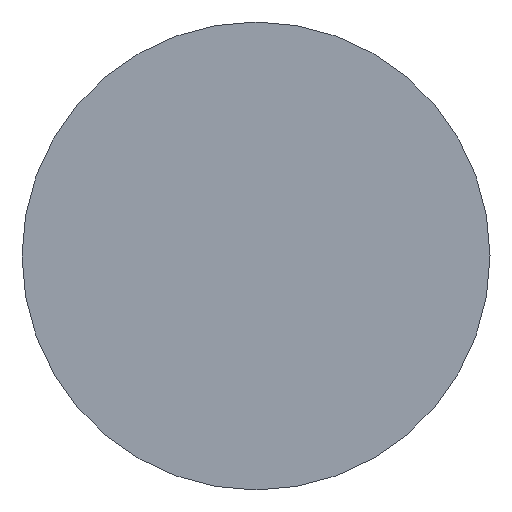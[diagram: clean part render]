
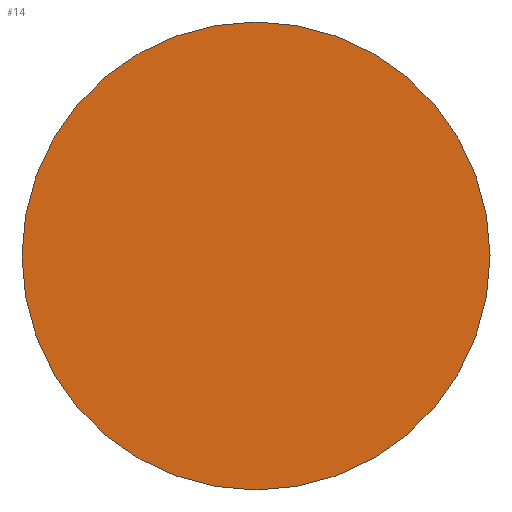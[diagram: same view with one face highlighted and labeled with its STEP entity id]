
A CAD part, front view. The second image highlights one B-rep face of the part: STEP entity #14.
In plain terms, the highlighted planar face has unit normal (0, -1, 0).
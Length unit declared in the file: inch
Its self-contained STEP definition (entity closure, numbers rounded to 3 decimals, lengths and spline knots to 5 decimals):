
#11 = EDGE_CURVE ( 'NONE', #169, #396, #438, .T. ) ;
#14 = ADVANCED_FACE ( 'NONE', ( #455 ), #254, .T. ) ;
#17 = CARTESIAN_POINT ( 'NONE',  ( 0., 0., 0. ) ) ;
#27 = DIRECTION ( 'NONE',  ( 0., -1., 0. ) ) ;
#43 = CARTESIAN_POINT ( 'NONE',  ( 0., 0., 0.125 ) ) ;
#62 = DIRECTION ( 'NONE',  ( 0., 0., -1. ) ) ;
#68 = CARTESIAN_POINT ( 'NONE',  ( 0., 0., 0. ) ) ;
#129 = CARTESIAN_POINT ( 'NONE',  ( 0., 0., -0.125 ) ) ;
#135 = AXIS2_PLACEMENT_3D ( 'NONE', #17, #191, #240 ) ;
#169 = VERTEX_POINT ( 'NONE', #129 ) ;
#172 = DIRECTION ( 'NONE',  ( 0., 0., -1. ) ) ;
#191 = DIRECTION ( 'NONE',  ( 0., -1., 0. ) ) ;
#214 = DIRECTION ( 'NONE',  ( 0., -1., 0. ) ) ;
#240 = DIRECTION ( 'NONE',  ( 0., 0., -1. ) ) ;
#254 = PLANE ( 'NONE',  #401 ) ;
#272 = EDGE_LOOP ( 'NONE', ( #386, #324 ) ) ;
#321 = EDGE_CURVE ( 'NONE', #396, #169, #454, .T. ) ;
#324 = ORIENTED_EDGE ( 'NONE', *, *, #321, .T. ) ;
#355 = AXIS2_PLACEMENT_3D ( 'NONE', #68, #27, #172 ) ;
#379 = CARTESIAN_POINT ( 'NONE',  ( 0., 0., 0. ) ) ;
#386 = ORIENTED_EDGE ( 'NONE', *, *, #11, .T. ) ;
#396 = VERTEX_POINT ( 'NONE', #43 ) ;
#401 = AXIS2_PLACEMENT_3D ( 'NONE', #379, #214, #62 ) ;
#438 = CIRCLE ( 'NONE', #355, 0.125 ) ;
#454 = CIRCLE ( 'NONE', #135, 0.125 ) ;
#455 = FACE_OUTER_BOUND ( 'NONE', #272, .T. ) ;
